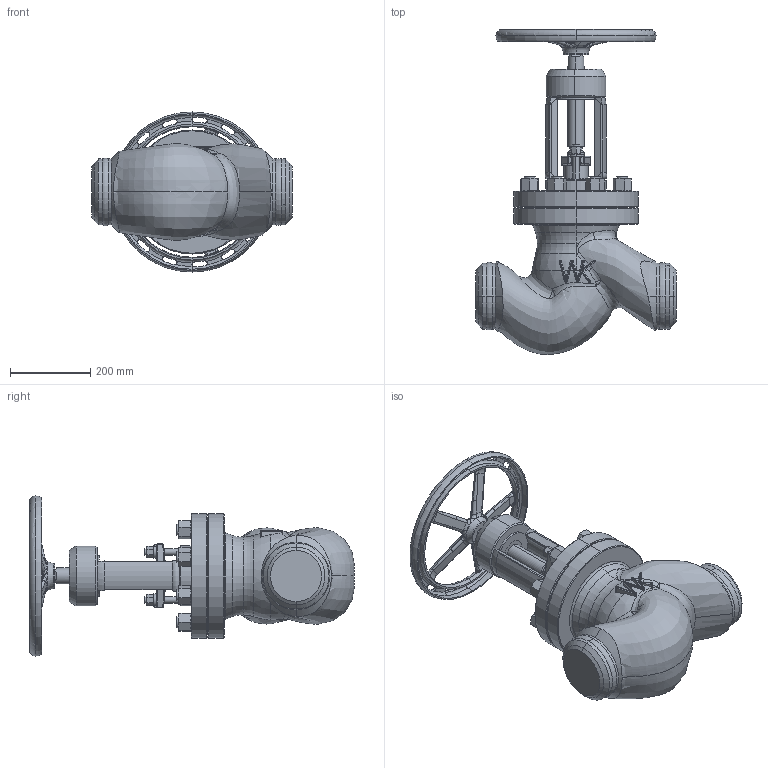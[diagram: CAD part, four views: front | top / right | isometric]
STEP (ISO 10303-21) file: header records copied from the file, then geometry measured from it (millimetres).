
FILE_DESCRIPTION (( 'STEP AP214' ), '1' );
FILE_NAME ('[125] 530S DN125 katalog.STEP', '2015-03-05T08:09:32', ( '' ), ( '' ), 'SwSTEP 2.0', 'SolidWorks 2015', '' );
FILE_SCHEMA (( 'AUTOMOTIVE_DESIGN' ));
Length unit declared in the file: millimetre
Products named in the file (1): [125] 530S DN125 katalog
Bounding box: 500 x 811.97 x 400 mm (x, y, z)
Volume: 29437013.7 mm3; surface area: 1170699.3 mm2
Topology: 1 solids, 1 shells, 981 faces, 2519 edges, 1499 vertices
Faces by surface type: cylinder 279, plane 236, cone 194, bspline 177, torus 70, sphere 25
Entity records: 62600 total; most frequent: CARTESIAN_POINT 33232, ORIENTED_EDGE 4976, DIRECTION 4294, EDGE_CURVE 2488, AXIS2_PLACEMENT_3D 1855, VERTEX_POINT 1499, CIRCLE 1050, EDGE_LOOP 1039
